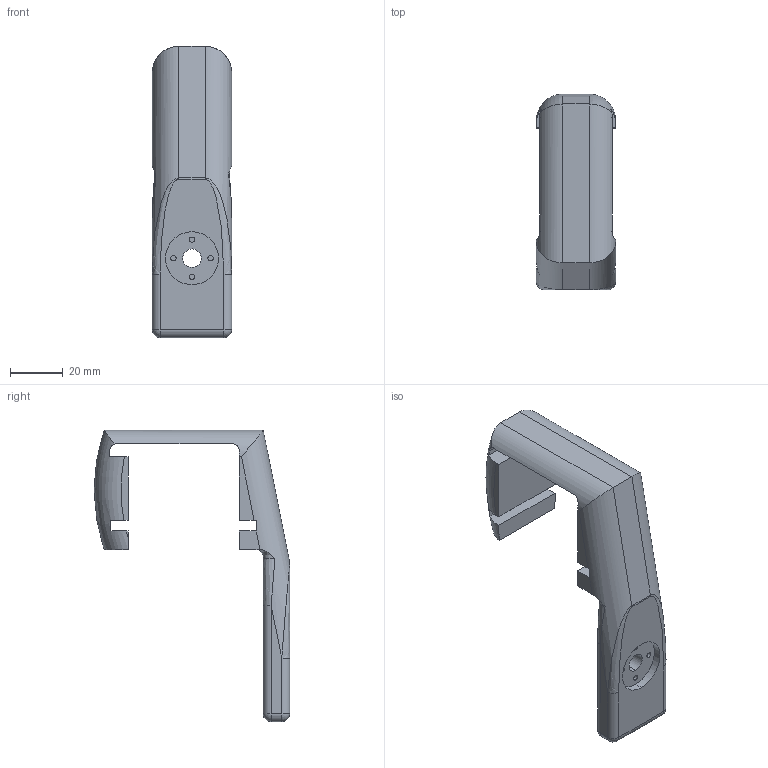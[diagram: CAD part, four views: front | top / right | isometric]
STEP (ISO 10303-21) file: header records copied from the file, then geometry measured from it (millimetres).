
FILE_DESCRIPTION (( 'STEP AP214' ), '1' );
FILE_NAME ('base_pitch.STEP', '2021-01-31T02:02:36', ( '' ), ( '' ), 'SwSTEP 2.0', 'SolidWorks 2020', '' );
FILE_SCHEMA (( 'AUTOMOTIVE_DESIGN' ));
Length unit declared in the file: millimetre
Products named in the file (1): base_pitch
Bounding box: 30 x 73.76 x 110 mm (x, y, z)
Volume: 48366.1 mm3; surface area: 16557.7 mm2
Topology: 1 solids, 1 shells, 98 faces, 241 edges, 150 vertices
Faces by surface type: cylinder 47, plane 39, bspline 6, sphere 4, torus 2
Entity records: 3387 total; most frequent: CARTESIAN_POINT 1100, ORIENTED_EDGE 474, DIRECTION 461, EDGE_CURVE 237, AXIS2_PLACEMENT_3D 179, VERTEX_POINT 150, EDGE_LOOP 117, LINE 103
